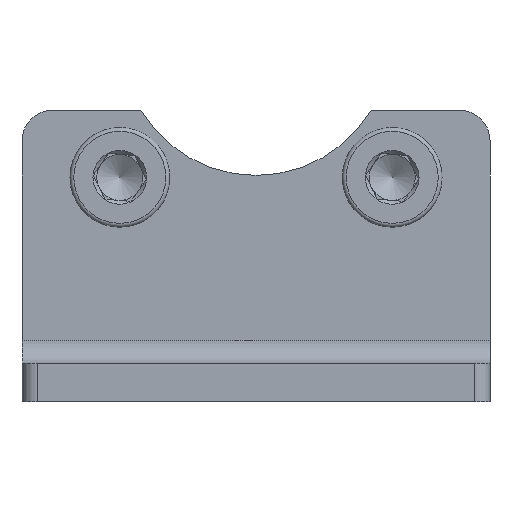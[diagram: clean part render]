
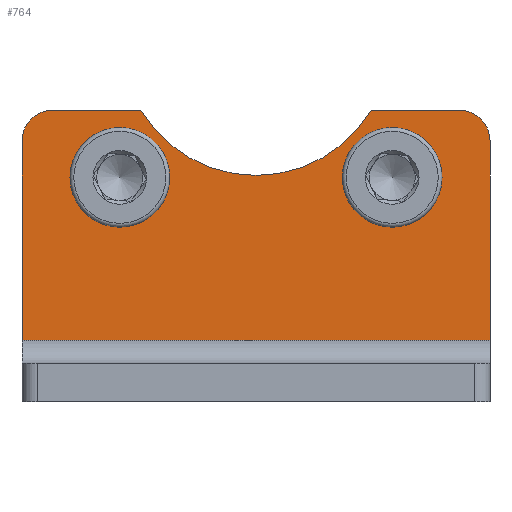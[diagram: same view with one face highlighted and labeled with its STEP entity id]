
A CAD part, front view. The second image highlights one B-rep face of the part: STEP entity #764.
In plain terms, the highlighted planar face has unit normal (0, -1, 0).
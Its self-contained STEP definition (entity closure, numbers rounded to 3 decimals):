
#51=FACE_BOUND('',#136,.T.);
#52=FACE_BOUND('',#137,.T.);
#61=PLANE('',#887);
#91=FACE_OUTER_BOUND('',#135,.T.);
#135=EDGE_LOOP('',(#563,#564,#565,#566,#567,#568,#569,#570));
#136=EDGE_LOOP('',(#571,#572));
#137=EDGE_LOOP('',(#573,#574));
#186=LINE('',#1243,#241);
#191=LINE('',#1259,#246);
#193=LINE('',#1263,#248);
#194=LINE('',#1267,#249);
#195=LINE('',#1271,#250);
#241=VECTOR('',#1006,10.);
#246=VECTOR('',#1021,10.);
#248=VECTOR('',#1025,10.);
#249=VECTOR('',#1028,10.);
#250=VECTOR('',#1031,10.);
#293=CIRCLE('',#870,4.5);
#294=CIRCLE('',#871,4.5);
#296=CIRCLE('',#874,4.5);
#297=CIRCLE('',#875,4.5);
#305=CIRCLE('',#888,4.);
#306=CIRCLE('',#889,17.5);
#307=CIRCLE('',#890,4.);
#337=VERTEX_POINT('',#1209);
#338=VERTEX_POINT('',#1210);
#340=VERTEX_POINT('',#1217);
#341=VERTEX_POINT('',#1218);
#350=VERTEX_POINT('',#1240);
#351=VERTEX_POINT('',#1242);
#357=VERTEX_POINT('',#1257);
#358=VERTEX_POINT('',#1262);
#359=VERTEX_POINT('',#1264);
#360=VERTEX_POINT('',#1266);
#361=VERTEX_POINT('',#1268);
#362=VERTEX_POINT('',#1270);
#415=EDGE_CURVE('',#337,#338,#293,.T.);
#416=EDGE_CURVE('',#338,#337,#294,.T.);
#419=EDGE_CURVE('',#340,#341,#296,.T.);
#420=EDGE_CURVE('',#341,#340,#297,.T.);
#431=EDGE_CURVE('',#350,#351,#186,.T.);
#439=EDGE_CURVE('',#357,#350,#191,.T.);
#441=EDGE_CURVE('',#358,#357,#193,.T.);
#442=EDGE_CURVE('',#359,#358,#305,.T.);
#443=EDGE_CURVE('',#360,#359,#194,.T.);
#444=EDGE_CURVE('',#360,#361,#306,.T.);
#445=EDGE_CURVE('',#362,#361,#195,.T.);
#446=EDGE_CURVE('',#351,#362,#307,.T.);
#563=ORIENTED_EDGE('',*,*,#439,.F.);
#564=ORIENTED_EDGE('',*,*,#441,.F.);
#565=ORIENTED_EDGE('',*,*,#442,.F.);
#566=ORIENTED_EDGE('',*,*,#443,.F.);
#567=ORIENTED_EDGE('',*,*,#444,.T.);
#568=ORIENTED_EDGE('',*,*,#445,.F.);
#569=ORIENTED_EDGE('',*,*,#446,.F.);
#570=ORIENTED_EDGE('',*,*,#431,.F.);
#571=ORIENTED_EDGE('',*,*,#415,.T.);
#572=ORIENTED_EDGE('',*,*,#416,.T.);
#573=ORIENTED_EDGE('',*,*,#419,.T.);
#574=ORIENTED_EDGE('',*,*,#420,.T.);
#764=ADVANCED_FACE('',(#91,#51,#52),#61,.F.);
#870=AXIS2_PLACEMENT_3D('',#1211,#975,#976);
#871=AXIS2_PLACEMENT_3D('',#1212,#977,#978);
#874=AXIS2_PLACEMENT_3D('',#1219,#984,#985);
#875=AXIS2_PLACEMENT_3D('',#1220,#986,#987);
#887=AXIS2_PLACEMENT_3D('',#1261,#1023,#1024);
#888=AXIS2_PLACEMENT_3D('',#1265,#1026,#1027);
#889=AXIS2_PLACEMENT_3D('',#1269,#1029,#1030);
#890=AXIS2_PLACEMENT_3D('',#1272,#1032,#1033);
#975=DIRECTION('center_axis',(0.,1.,0.));
#976=DIRECTION('ref_axis',(1.,0.,0.));
#977=DIRECTION('center_axis',(0.,1.,0.));
#978=DIRECTION('ref_axis',(1.,0.,0.));
#984=DIRECTION('center_axis',(0.,1.,0.));
#985=DIRECTION('ref_axis',(1.,0.,0.));
#986=DIRECTION('center_axis',(0.,1.,0.));
#987=DIRECTION('ref_axis',(1.,0.,0.));
#1006=DIRECTION('',(0.,0.,1.));
#1021=DIRECTION('',(-1.,0.,0.));
#1023=DIRECTION('center_axis',(0.,1.,0.));
#1024=DIRECTION('ref_axis',(0.,0.,1.));
#1025=DIRECTION('',(0.,0.,-1.));
#1026=DIRECTION('center_axis',(0.,1.,0.));
#1027=DIRECTION('ref_axis',(0.707,0.,0.707));
#1028=DIRECTION('',(1.,0.,0.));
#1029=DIRECTION('center_axis',(0.,1.,0.));
#1030=DIRECTION('ref_axis',(-1.,0.,0.));
#1031=DIRECTION('',(1.,0.,0.));
#1032=DIRECTION('center_axis',(0.,1.,0.));
#1033=DIRECTION('ref_axis',(-0.707,0.,0.707));
#1209=CARTESIAN_POINT('',(22.25,9.5,29.25));
#1210=CARTESIAN_POINT('',(13.25,9.5,29.25));
#1211=CARTESIAN_POINT('Origin',(17.75,9.5,29.25));
#1212=CARTESIAN_POINT('Origin',(17.75,9.5,29.25));
#1217=CARTESIAN_POINT('',(-13.25,9.5,29.25));
#1218=CARTESIAN_POINT('',(-22.25,9.5,29.25));
#1219=CARTESIAN_POINT('Origin',(-17.75,9.5,29.25));
#1220=CARTESIAN_POINT('Origin',(-17.75,9.5,29.25));
#1240=CARTESIAN_POINT('',(-30.5,9.5,8.));
#1242=CARTESIAN_POINT('',(-30.5,9.5,34.));
#1243=CARTESIAN_POINT('',(-30.5,9.5,5.));
#1257=CARTESIAN_POINT('',(30.5,9.5,8.));
#1259=CARTESIAN_POINT('',(0.,9.5,8.));
#1261=CARTESIAN_POINT('Origin',(0.,9.5,21.5));
#1262=CARTESIAN_POINT('',(30.5,9.5,34.));
#1263=CARTESIAN_POINT('',(30.5,9.5,38.));
#1264=CARTESIAN_POINT('',(26.5,9.5,38.));
#1265=CARTESIAN_POINT('Origin',(26.5,9.5,34.));
#1266=CARTESIAN_POINT('',(15.008,9.5,38.));
#1267=CARTESIAN_POINT('',(-30.5,9.5,38.));
#1268=CARTESIAN_POINT('',(-15.008,9.5,38.));
#1269=CARTESIAN_POINT('Origin',(0.,9.5,47.));
#1270=CARTESIAN_POINT('',(-26.5,9.5,38.));
#1271=CARTESIAN_POINT('',(-30.5,9.5,38.));
#1272=CARTESIAN_POINT('Origin',(-26.5,9.5,34.));
